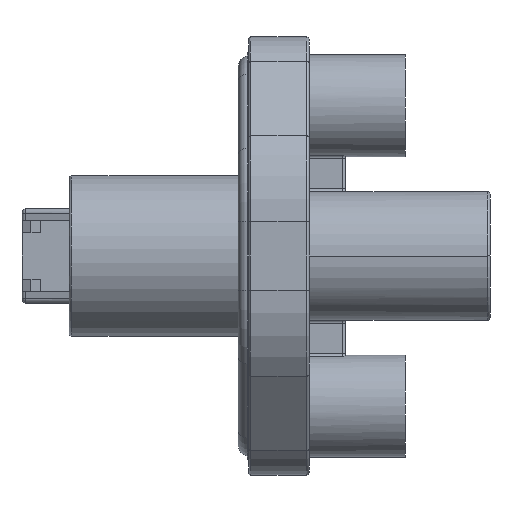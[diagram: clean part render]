
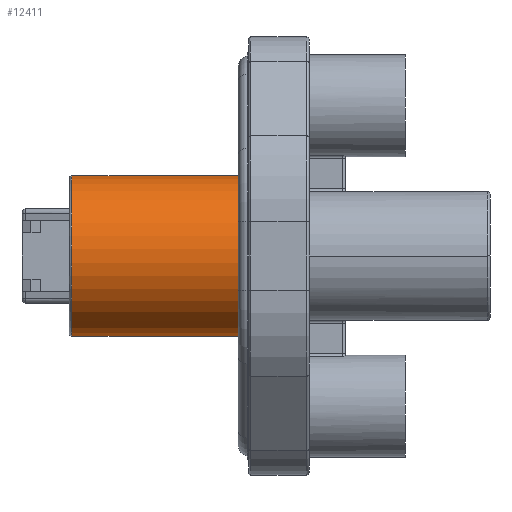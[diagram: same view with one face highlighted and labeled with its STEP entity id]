
A CAD part, front view. The second image highlights one B-rep face of the part: STEP entity #12411.
In plain terms, the highlighted cylindrical face has radius 9.015 mm (diameter 18.03 mm), a partial arc.
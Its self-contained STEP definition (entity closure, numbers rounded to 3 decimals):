
#292=CARTESIAN_POINT('',(19.975,0.,0.));
#293=DIRECTION('',(1.,0.,0.));
#294=DIRECTION('',(0.,0.786,0.618));
#295=AXIS2_PLACEMENT_3D('',#292,#293,#294);
#297=DIRECTION('',(1.,0.,0.));
#298=VECTOR('',#297,19.675);
#299=CARTESIAN_POINT('',(0.3,7.09,-5.568));
#300=LINE('',#299,#298);
#301=CARTESIAN_POINT('',(0.3,0.,0.));
#302=DIRECTION('',(1.,0.,0.));
#303=DIRECTION('',(0.,0.786,0.618));
#304=AXIS2_PLACEMENT_3D('',#301,#302,#303);
#306=DIRECTION('',(1.,0.,0.));
#307=VECTOR('',#306,19.675);
#308=CARTESIAN_POINT('',(0.3,7.09,5.568));
#309=LINE('',#308,#307);
#11549=CARTESIAN_POINT('',(0.3,7.09,-5.568));
#11551=VERTEX_POINT('',#11549);
#11553=CARTESIAN_POINT('',(0.3,7.09,5.568));
#11554=VERTEX_POINT('',#11553);
#12075=CARTESIAN_POINT('',(19.975,7.09,5.568));
#12076=CARTESIAN_POINT('',(19.975,7.09,-5.568));
#12077=VERTEX_POINT('',#12075);
#12078=VERTEX_POINT('',#12076);
#12397=CARTESIAN_POINT('',(-2.36,0.,0.));
#12398=DIRECTION('',(1.,0.,0.));
#12399=DIRECTION('',(0.,-1.,0.));
#12400=AXIS2_PLACEMENT_3D('',#12397,#12398,#12399);
#12401=CYLINDRICAL_SURFACE('',#12400,9.015);
#12403=ORIENTED_EDGE('',*,*,#12402,.T.);
#12405=ORIENTED_EDGE('',*,*,#12404,.F.);
#12406=ORIENTED_EDGE('',*,*,#12388,.F.);
#12408=ORIENTED_EDGE('',*,*,#12407,.T.);
#12409=EDGE_LOOP('',(#12403,#12405,#12406,#12408));
#12410=FACE_OUTER_BOUND('',#12409,.F.);
#12411=ADVANCED_FACE('',(#12410),#12401,.T.);
#296=CIRCLE('',#295,9.015);
#305=CIRCLE('',#304,9.015);
#12388=EDGE_CURVE('',#11554,#11551,#305,.T.);
#12402=EDGE_CURVE('',#12077,#12078,#296,.T.);
#12404=EDGE_CURVE('',#11551,#12078,#300,.T.);
#12407=EDGE_CURVE('',#11554,#12077,#309,.T.);
